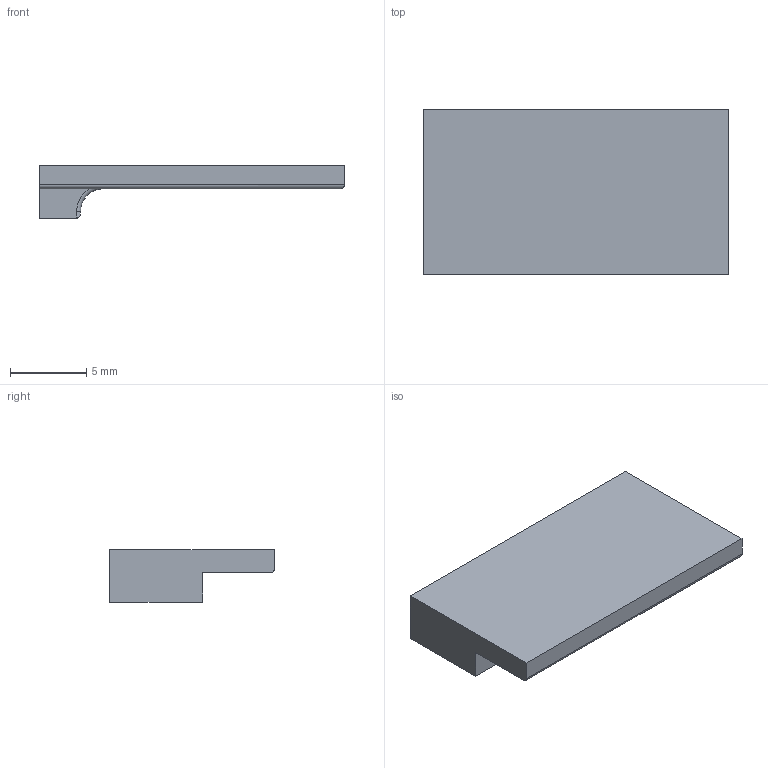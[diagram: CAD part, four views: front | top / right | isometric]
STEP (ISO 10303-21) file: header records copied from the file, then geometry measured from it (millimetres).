
FILE_DESCRIPTION (( 'STEP AP214' ), '1' );
FILE_NAME ('WeeMouseHouseDoor.STEP', '2025-04-24T19:32:59', ( '' ), ( '' ), 'SwSTEP 2.0', 'SolidWorks 2025', '' );
FILE_SCHEMA (( 'AUTOMOTIVE_DESIGN' ));
Length unit declared in the file: millimetre
Products named in the file (1): WeeMouseHouseDoor
Bounding box: 19.98 x 10.8 x 3.42 mm (x, y, z)
Volume: 357.2 mm3; surface area: 548.4 mm2
Topology: 1 solids, 1 shells, 18 faces, 41 edges, 25 vertices
Faces by surface type: plane 9, cylinder 7, torus 2
Entity records: 523 total; most frequent: CARTESIAN_POINT 102, DIRECTION 82, ORIENTED_EDGE 82, EDGE_CURVE 41, VECTOR 28, LINE 28, AXIS2_PLACEMENT_3D 27, VERTEX_POINT 25
